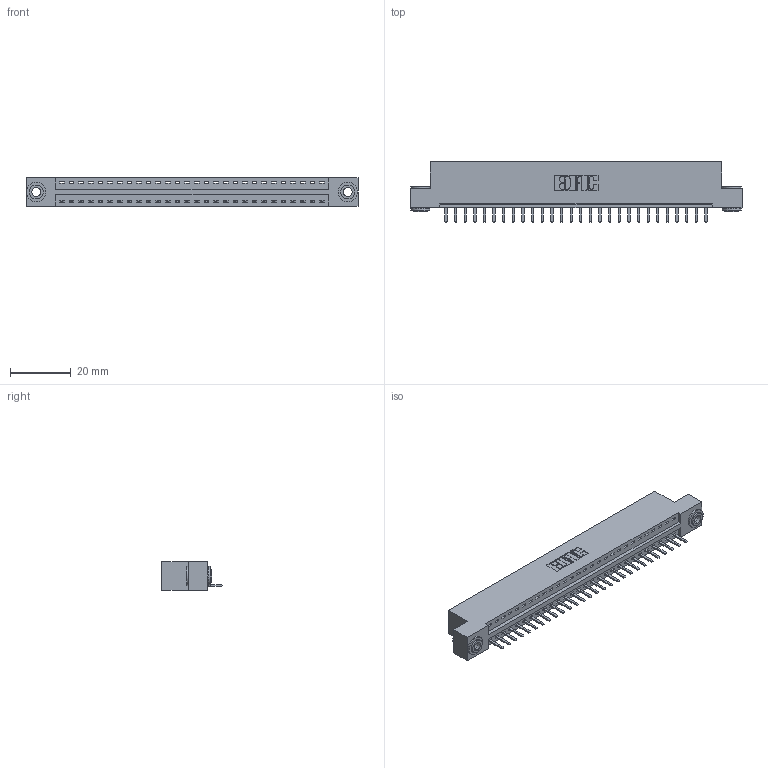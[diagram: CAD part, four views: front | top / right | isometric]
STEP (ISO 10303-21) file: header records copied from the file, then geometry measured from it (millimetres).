
FILE_DESCRIPTION (( 'STEP AP203' ), '1' );
FILE_NAME ('346-028-520-103.STEP', '2018-08-22T00:50:06', ( '' ), ( '' ), 'SwSTEP 2.0', 'SolidWorks 2016', '' );
FILE_SCHEMA (( 'CONFIG_CONTROL_DESIGN' ));
Length unit declared in the file: inch
Products named in the file (4): 346 Part_Flush Mounting Lugs - 0.156 Dia-TH; 345-292-001_345-293-120; 345-250-002_345-250-002-102; 346-028-520-103
Assembly tree (31 placements, depth 2):
  346-028-520-103
    346 Part_Flush Mounting Lugs - 0.156 Dia-TH
    345-292-001_345-293-120  x28
    345-250-002_345-250-002-102  x2
Bounding box: 109.47 x 20.02 x 9.4 mm (x, y, z)
Volume: 10321.5 mm3; surface area: 12699.8 mm2
Topology: 31 solids, 31 shells, 1896 faces, 5557 edges, 3626 vertices
Faces by surface type: plane 1262, cylinder 626, cone 8
Entity records: 20026 total; most frequent: CARTESIAN_POINT 3427, ORIENTED_EDGE 3370, DIRECTION 3059, EDGE_CURVE 1685, LINE 1413, VECTOR 1413, VERTEX_POINT 1118, AXIS2_PLACEMENT_3D 823
